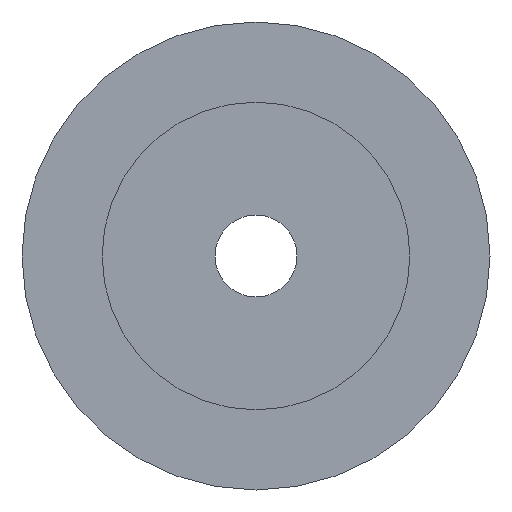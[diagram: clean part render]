
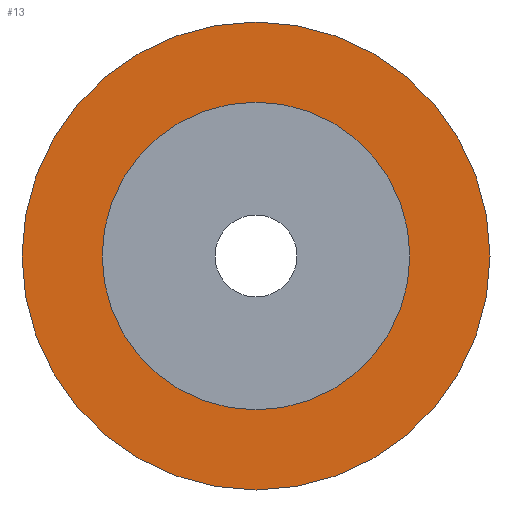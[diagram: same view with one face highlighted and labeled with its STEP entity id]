
A CAD part, front view. The second image highlights one B-rep face of the part: STEP entity #13.
In plain terms, the highlighted planar face has unit normal (0, -1, 0).
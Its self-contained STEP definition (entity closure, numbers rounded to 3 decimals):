
#4 = DIRECTION ( 'NONE',  ( 0., -1., 0. ) ) ;
#5 = DIRECTION ( 'NONE',  ( 0., 0., -1. ) ) ;
#13 = ADVANCED_FACE ( 'NONE', ( #46, #146 ), #16, .T. ) ;
#16 = PLANE ( 'NONE',  #102 ) ;
#41 = AXIS2_PLACEMENT_3D ( 'NONE', #187, #180, #131 ) ;
#46 = FACE_OUTER_BOUND ( 'NONE', #537, .T. ) ;
#52 = EDGE_LOOP ( 'NONE', ( #393, #392 ) ) ;
#54 = CIRCLE ( 'NONE', #570, 13.15 ) ;
#57 = CARTESIAN_POINT ( 'NONE',  ( 0., 0., 0. ) ) ;
#82 = CIRCLE ( 'NONE', #86, 20. ) ;
#86 = AXIS2_PLACEMENT_3D ( 'NONE', #335, #341, #342 ) ;
#92 = DIRECTION ( 'NONE',  ( 0., -1., 0. ) ) ;
#96 = DIRECTION ( 'NONE',  ( 0., 0., -1. ) ) ;
#98 = DIRECTION ( 'NONE',  ( 0., 0., -1. ) ) ;
#102 = AXIS2_PLACEMENT_3D ( 'NONE', #109, #92, #96 ) ;
#106 = CIRCLE ( 'NONE', #41, 20. ) ;
#109 = CARTESIAN_POINT ( 'NONE',  ( 13.15, 0., 0. ) ) ;
#120 = VERTEX_POINT ( 'NONE', #585 ) ;
#131 = DIRECTION ( 'NONE',  ( 0., 0., -1. ) ) ;
#146 = FACE_BOUND ( 'NONE', #52, .T. ) ;
#179 = EDGE_CURVE ( 'NONE', #363, #120, #54, .T. ) ;
#180 = DIRECTION ( 'NONE',  ( 0., -1., 0. ) ) ;
#187 = CARTESIAN_POINT ( 'NONE',  ( 0., 0., 0. ) ) ;
#202 = VERTEX_POINT ( 'NONE', #485 ) ;
#246 = EDGE_CURVE ( 'NONE', #120, #363, #409, .T. ) ;
#275 = EDGE_CURVE ( 'NONE', #462, #202, #106, .T. ) ;
#301 = CARTESIAN_POINT ( 'NONE',  ( 0., 0., 13.15 ) ) ;
#335 = CARTESIAN_POINT ( 'NONE',  ( 0., 0., 0. ) ) ;
#341 = DIRECTION ( 'NONE',  ( 0., -1., 0. ) ) ;
#342 = DIRECTION ( 'NONE',  ( 0., 0., -1. ) ) ;
#344 = CARTESIAN_POINT ( 'NONE',  ( 0., 0., 0. ) ) ;
#363 = VERTEX_POINT ( 'NONE', #301 ) ;
#392 = ORIENTED_EDGE ( 'NONE', *, *, #179, .F. ) ;
#393 = ORIENTED_EDGE ( 'NONE', *, *, #246, .F. ) ;
#409 = CIRCLE ( 'NONE', #645, 13.15 ) ;
#421 = EDGE_CURVE ( 'NONE', #202, #462, #82, .T. ) ;
#427 = DIRECTION ( 'NONE',  ( 0., -1., 0. ) ) ;
#438 = ORIENTED_EDGE ( 'NONE', *, *, #275, .T. ) ;
#444 = CARTESIAN_POINT ( 'NONE',  ( 0., 0., 20. ) ) ;
#449 = ORIENTED_EDGE ( 'NONE', *, *, #421, .T. ) ;
#462 = VERTEX_POINT ( 'NONE', #444 ) ;
#485 = CARTESIAN_POINT ( 'NONE',  ( 0., 0., -20. ) ) ;
#537 = EDGE_LOOP ( 'NONE', ( #449, #438 ) ) ;
#570 = AXIS2_PLACEMENT_3D ( 'NONE', #57, #427, #98 ) ;
#585 = CARTESIAN_POINT ( 'NONE',  ( 0., 0., -13.15 ) ) ;
#645 = AXIS2_PLACEMENT_3D ( 'NONE', #344, #4, #5 ) ;
